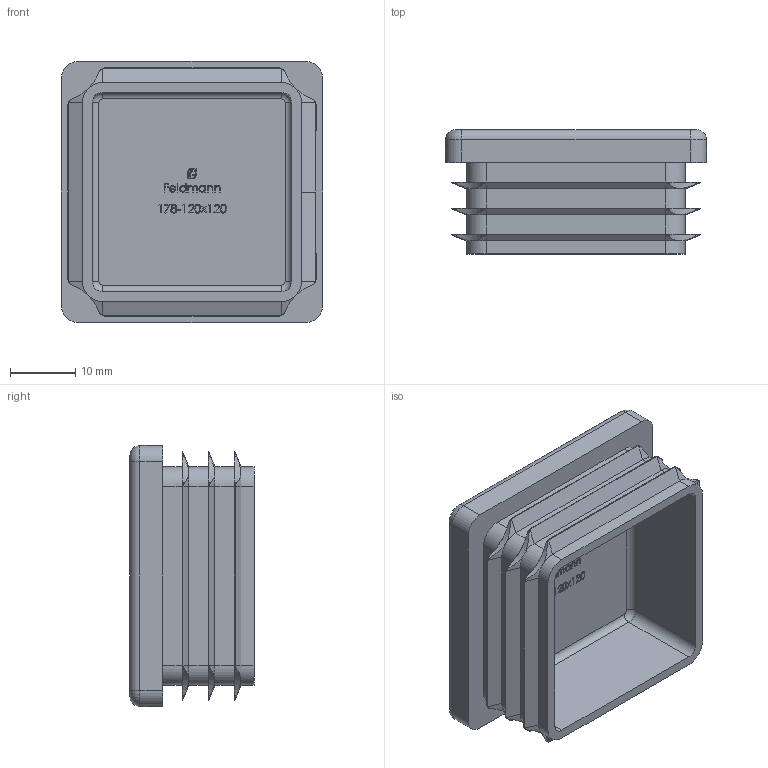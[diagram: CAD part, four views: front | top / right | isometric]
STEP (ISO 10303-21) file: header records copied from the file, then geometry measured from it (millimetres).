
FILE_DESCRIPTION (( 'STEP AP203' ), '1' );
FILE_NAME ('178-40x40.step', '2021-01-21T14:05:25', ( '' ), ( '' ), 'SwSTEP 2.0', 'SolidWorks 2018', '' );
FILE_SCHEMA (( 'CONFIG_CONTROL_DESIGN' ));
Length unit declared in the file: millimetre
Products named in the file (2): 178-40x40
Bounding box: 40 x 19 x 40 mm (x, y, z)
Volume: 10963.7 mm3; surface area: 8628.7 mm2
Topology: 1 solids, 1 shells, 465 faces, 1232 edges, 798 vertices
Faces by surface type: plane 235, bspline 115, cylinder 83, cone 24, torus 8
Entity records: 20426 total; most frequent: CARTESIAN_POINT 9660, ORIENTED_EDGE 2464, DIRECTION 1757, EDGE_CURVE 1232, VERTEX_POINT 798, VECTOR 711, LINE 711, AXIS2_PLACEMENT_3D 523
